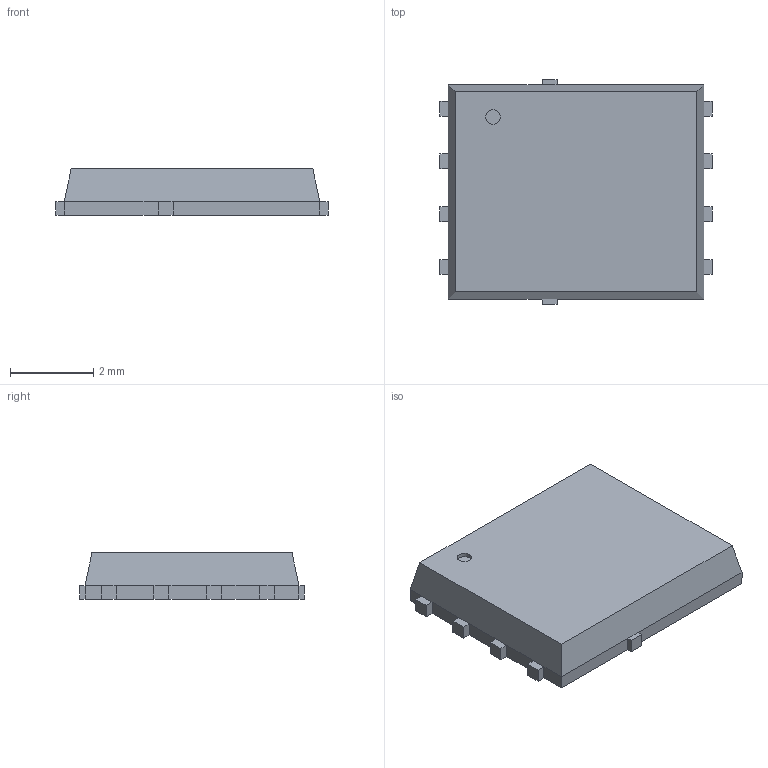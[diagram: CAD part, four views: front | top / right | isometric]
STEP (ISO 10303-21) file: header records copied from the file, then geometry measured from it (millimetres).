
FILE_DESCRIPTION (( 'STEP AP214' ), '1' );
FILE_NAME ('User Library-powerpak_so_8.STEP', '2021-09-03T13:36:37', ( '' ), ( '' ), 'SwSTEP 2.0', 'SolidWorks 2021', '' );
FILE_SCHEMA (( 'AUTOMOTIVE_DESIGN' ));
Length unit declared in the file: millimetre
Products named in the file (1): User Library-powerpak_so_8
Bounding box: 6.55 x 5.4 x 1.12 mm (x, y, z)
Volume: 34.2 mm3; surface area: 87.5 mm2
Topology: 1 solids, 1 shells, 63 faces, 156 edges, 96 vertices
Faces by surface type: plane 61, cylinder 2
Entity records: 1836 total; most frequent: CARTESIAN_POINT 316, ORIENTED_EDGE 312, DIRECTION 288, EDGE_CURVE 156, LINE 152, VECTOR 152, VERTEX_POINT 96, AXIS2_PLACEMENT_3D 68
